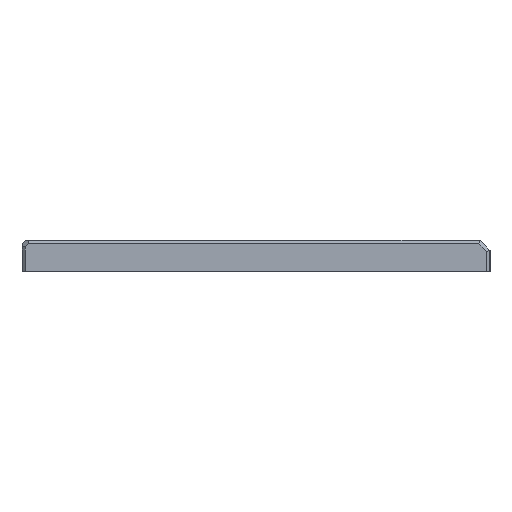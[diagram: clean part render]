
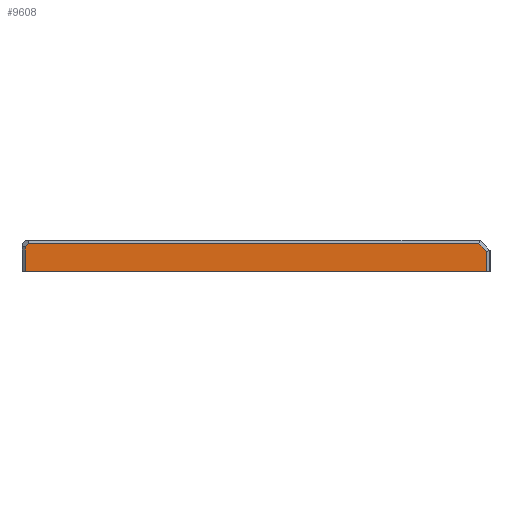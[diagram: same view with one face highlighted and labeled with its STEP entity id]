
A CAD part, left-side view. The second image highlights one B-rep face of the part: STEP entity #9608.
In plain terms, the highlighted planar face has unit normal (-1, 0, 0).
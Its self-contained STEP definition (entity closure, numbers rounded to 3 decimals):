
#142=PLANE('',#10233);
#633=FACE_OUTER_BOUND('',#1201,.T.);
#1201=EDGE_LOOP('',(#7359,#7360,#7361,#7362,#7363,#7364));
#1732=LINE('',#21877,#2632);
#1902=LINE('',#22312,#2802);
#1903=LINE('',#22314,#2803);
#1904=LINE('',#22316,#2804);
#1905=LINE('',#22318,#2805);
#1906=LINE('',#22319,#2806);
#2632=VECTOR('',#11182,10.);
#2802=VECTOR('',#11574,10.);
#2803=VECTOR('',#11575,10.);
#2804=VECTOR('',#11576,10.);
#2805=VECTOR('',#11577,10.);
#2806=VECTOR('',#11578,10.);
#4346=VERTEX_POINT('',#21874);
#4347=VERTEX_POINT('',#21876);
#4501=VERTEX_POINT('',#22311);
#4502=VERTEX_POINT('',#22313);
#4503=VERTEX_POINT('',#22315);
#4504=VERTEX_POINT('',#22317);
#5410=EDGE_CURVE('',#4347,#4346,#1732,.T.);
#5630=EDGE_CURVE('',#4501,#4346,#1902,.T.);
#5631=EDGE_CURVE('',#4502,#4501,#1903,.T.);
#5632=EDGE_CURVE('',#4503,#4502,#1904,.T.);
#5633=EDGE_CURVE('',#4504,#4503,#1905,.T.);
#5634=EDGE_CURVE('',#4347,#4504,#1906,.T.);
#7359=ORIENTED_EDGE('',*,*,#5410,.T.);
#7360=ORIENTED_EDGE('',*,*,#5630,.F.);
#7361=ORIENTED_EDGE('',*,*,#5631,.F.);
#7362=ORIENTED_EDGE('',*,*,#5632,.F.);
#7363=ORIENTED_EDGE('',*,*,#5633,.F.);
#7364=ORIENTED_EDGE('',*,*,#5634,.F.);
#9608=ADVANCED_FACE('',(#633),#142,.T.);
#10233=AXIS2_PLACEMENT_3D('',#22310,#11572,#11573);
#11182=DIRECTION('',(0.,-1.,0.));
#11572=DIRECTION('center_axis',(-1.,0.,0.));
#11573=DIRECTION('ref_axis',(0.,-1.,0.));
#11574=DIRECTION('',(0.,0.,-1.));
#11575=DIRECTION('',(0.,-0.707,-0.707));
#11576=DIRECTION('',(0.,-1.,0.));
#11577=DIRECTION('',(0.,-0.707,0.707));
#11578=DIRECTION('',(0.,0.,1.));
#21874=CARTESIAN_POINT('',(-179.081,-68.781,-1.999));
#21876=CARTESIAN_POINT('',(-179.081,70.781,-1.999));
#21877=CARTESIAN_POINT('',(-179.081,36.391,-1.999));
#22310=CARTESIAN_POINT('Origin',(-179.081,71.781,0.));
#22311=CARTESIAN_POINT('',(-179.081,-68.781,4.086));
#22312=CARTESIAN_POINT('',(-179.081,-68.781,0.));
#22313=CARTESIAN_POINT('',(-179.081,-66.367,6.5));
#22314=CARTESIAN_POINT('',(-179.081,-34.059,38.809));
#22315=CARTESIAN_POINT('',(-179.081,69.781,6.5));
#22316=CARTESIAN_POINT('',(-179.081,36.391,6.5));
#22317=CARTESIAN_POINT('',(-179.081,70.781,5.5));
#22318=CARTESIAN_POINT('',(-179.081,72.656,3.625));
#22319=CARTESIAN_POINT('',(-179.081,70.781,0.));
